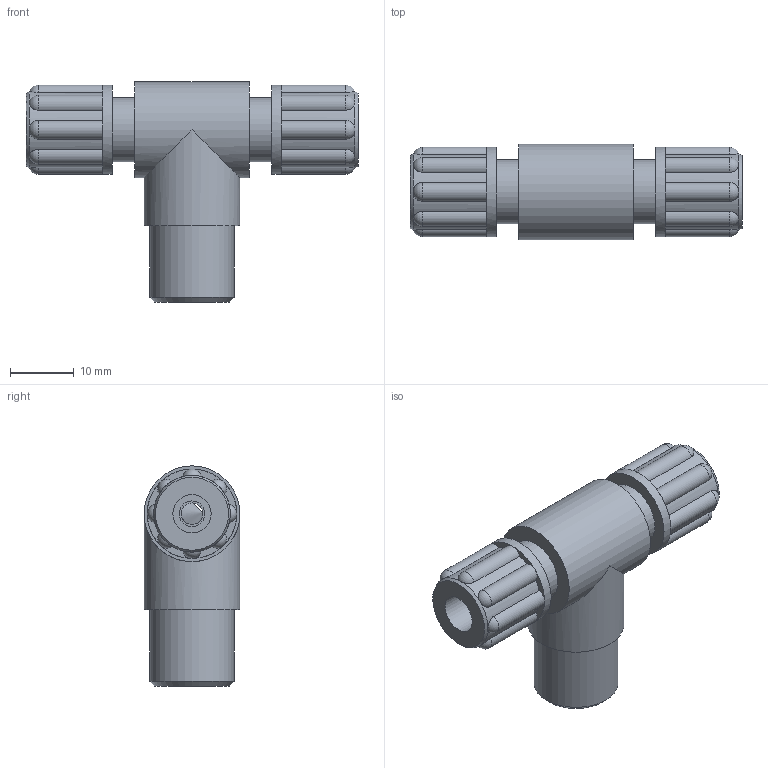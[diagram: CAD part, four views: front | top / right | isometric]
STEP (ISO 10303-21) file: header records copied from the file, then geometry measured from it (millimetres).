
FILE_DESCRIPTION(/* description */ (''),/* implementation_level */ '2;1');
FILE_NAME(/* name */ '1A300MG4014xx.stp',/* time_stamp */ '2018-01-18T11:01:13+01:00',/* author */ ('aruf'),/* organization */ (''),/* preprocessor_version */ 'ST-DEVELOPER v17',/* originating_system */ 'Autodesk Inventor 2018',/* authorisation */ '');
FILE_SCHEMA (('AUTOMOTIVE_DESIGN { 1 0 10303 214 3 1 1 }'));
Length unit declared in the file: millimetre
Products named in the file (1): 1A300MG4014xx
Bounding box: 52 x 15 x 34.5 mm (x, y, z)
Volume: 8519.1 mm3; surface area: 5474.5 mm2
Topology: 1 solids, 1 shells, 94 faces, 235 edges, 151 vertices
Faces by surface type: cylinder 46, plane 29, sphere 16, cone 3
Full cylindrical faces by diameter (mm): 3.4 x2, 4 x2, 6 x2, 7 x1, 10 x2, 13.157 x1, 14 x2, 15 x2
Entity records: 3267 total; most frequent: CARTESIAN_POINT 904, DIRECTION 536, ORIENTED_EDGE 470, AXIS2_PLACEMENT_3D 243, EDGE_CURVE 235, VERTEX_POINT 151, CIRCLE 145, EDGE_LOOP 106
